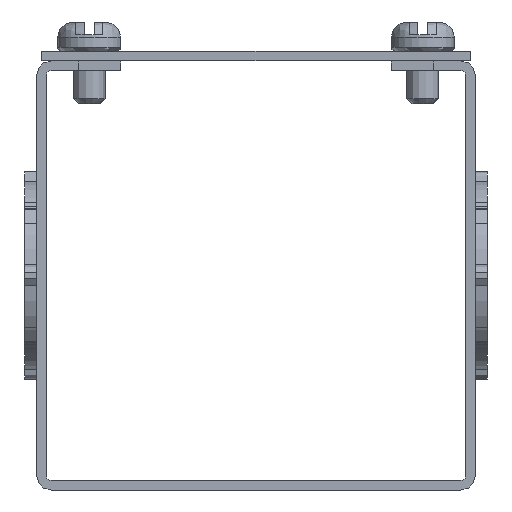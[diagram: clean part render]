
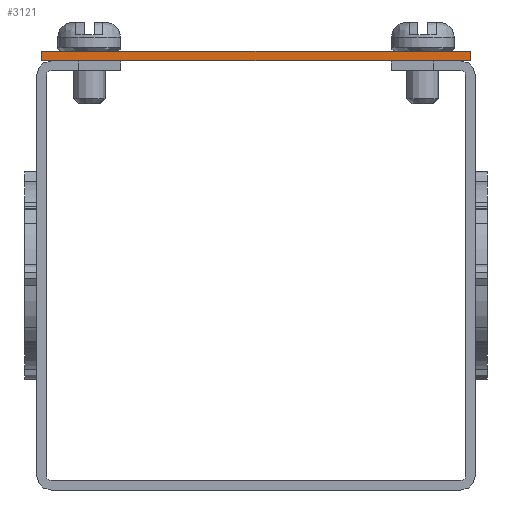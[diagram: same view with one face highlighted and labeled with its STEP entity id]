
A CAD part, front view. The second image highlights one B-rep face of the part: STEP entity #3121.
In plain terms, the highlighted planar face has unit normal (0, -1, 0).
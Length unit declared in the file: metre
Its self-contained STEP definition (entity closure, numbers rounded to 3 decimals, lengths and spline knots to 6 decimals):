
#1247 = LINE ( 'NONE', #1500, #12672 ) ;
#1500 = CARTESIAN_POINT ( 'NONE',  ( -1.27575, -59.96875, 2.557 ) ) ;
#2753 = ORIENTED_EDGE ( 'NONE', *, *, #21105, .T. ) ;
#3120 = VECTOR ( 'NONE', #49545, 39.370079 ) ;
#3121 = ADVANCED_FACE ( 'NONE', ( #42021 ), #47044, .T. ) ;
#4688 = CARTESIAN_POINT ( 'NONE',  ( -1.27575, -59.96875, 2.557 ) ) ;
#4741 = EDGE_CURVE ( 'NONE', #43820, #31223, #42487, .T. ) ;
#6087 = DIRECTION ( 'NONE',  ( 1., 0., 0. ) ) ;
#10153 = DIRECTION ( 'NONE',  ( 0., 0., -1. ) ) ;
#11243 = LINE ( 'NONE', #31691, #29468 ) ;
#12672 = VECTOR ( 'NONE', #17720, 39.370079 ) ;
#14707 = DIRECTION ( 'NONE',  ( 0., 0., -1. ) ) ;
#16427 = EDGE_LOOP ( 'NONE', ( #2753, #25087, #38574, #46008 ) ) ;
#17720 = DIRECTION ( 'NONE',  ( 0., 0., 1. ) ) ;
#21105 = EDGE_CURVE ( 'NONE', #50422, #39316, #28854, .T. ) ;
#25087 = ORIENTED_EDGE ( 'NONE', *, *, #45814, .F. ) ;
#27768 = CARTESIAN_POINT ( 'NONE',  ( 1.27575, -59.96875, 2.557 ) ) ;
#28854 = LINE ( 'NONE', #45044, #3120 ) ;
#29024 = CARTESIAN_POINT ( 'NONE',  ( -1.27575, -59.96875, 2.614 ) ) ;
#29468 = VECTOR ( 'NONE', #14707, 39.370079 ) ;
#31223 = VERTEX_POINT ( 'NONE', #32685 ) ;
#31691 = CARTESIAN_POINT ( 'NONE',  ( 1.27575, -59.96875, 2.557 ) ) ;
#32685 = CARTESIAN_POINT ( 'NONE',  ( 1.27575, -59.96875, 2.614 ) ) ;
#38282 = CARTESIAN_POINT ( 'NONE',  ( -1.27575, -59.96875, 2.557 ) ) ;
#38574 = ORIENTED_EDGE ( 'NONE', *, *, #4741, .F. ) ;
#39316 = VERTEX_POINT ( 'NONE', #27768 ) ;
#42021 = FACE_OUTER_BOUND ( 'NONE', #16427, .T. ) ;
#42487 = LINE ( 'NONE', #46211, #45253 ) ;
#43820 = VERTEX_POINT ( 'NONE', #29024 ) ;
#44300 = AXIS2_PLACEMENT_3D ( 'NONE', #38282, #46521, #10153 ) ;
#45044 = CARTESIAN_POINT ( 'NONE',  ( -1.27575, -59.96875, 2.557 ) ) ;
#45253 = VECTOR ( 'NONE', #6087, 39.370079 ) ;
#45814 = EDGE_CURVE ( 'NONE', #31223, #39316, #11243, .T. ) ;
#46008 = ORIENTED_EDGE ( 'NONE', *, *, #47787, .F. ) ;
#46211 = CARTESIAN_POINT ( 'NONE',  ( 1.27575, -59.96875, 2.614 ) ) ;
#46521 = DIRECTION ( 'NONE',  ( 0., -1., 0. ) ) ;
#47044 = PLANE ( 'NONE',  #44300 ) ;
#47787 = EDGE_CURVE ( 'NONE', #50422, #43820, #1247, .T. ) ;
#49545 = DIRECTION ( 'NONE',  ( 1., 0., 0. ) ) ;
#50422 = VERTEX_POINT ( 'NONE', #4688 ) ;
